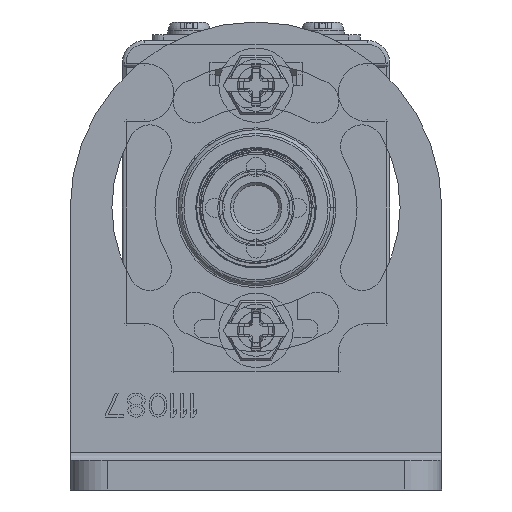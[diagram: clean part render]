
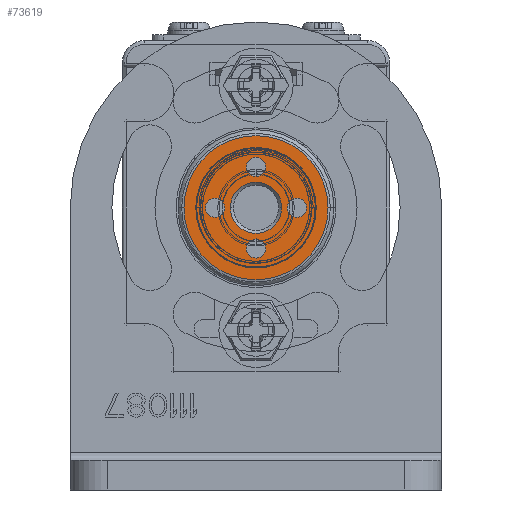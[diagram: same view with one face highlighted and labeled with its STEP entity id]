
A CAD part, front view. The second image highlights one B-rep face of the part: STEP entity #73619.
In plain terms, the highlighted face is planar.
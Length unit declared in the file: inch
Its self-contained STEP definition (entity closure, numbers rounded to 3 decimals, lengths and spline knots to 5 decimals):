
#72178=CARTESIAN_POINT('',(0.,0.,0.));
#72179=DIRECTION('',(0.,1.,0.));
#72180=DIRECTION('',(1.,0.,0.));
#72181=AXIS2_PLACEMENT_3D('',#72178,#72179,#72180);
#72183=CARTESIAN_POINT('',(0.,0.,0.));
#72184=DIRECTION('',(0.,1.,0.));
#72185=DIRECTION('',(-1.,0.,0.));
#72186=AXIS2_PLACEMENT_3D('',#72183,#72184,#72185);
#72188=CARTESIAN_POINT('',(0.,0.,0.));
#72189=DIRECTION('',(0.,-1.,0.));
#72190=DIRECTION('',(1.,0.,0.));
#72191=AXIS2_PLACEMENT_3D('',#72188,#72189,#72190);
#72193=CARTESIAN_POINT('',(0.,0.,0.));
#72194=DIRECTION('',(0.,-1.,0.));
#72195=DIRECTION('',(-1.,0.,0.));
#72196=AXIS2_PLACEMENT_3D('',#72193,#72194,#72195);
#72198=CARTESIAN_POINT('',(0.,0.,-5.5));
#72199=DIRECTION('',(0.,1.,0.));
#72200=DIRECTION('',(1.,0.,0.));
#72201=AXIS2_PLACEMENT_3D('',#72198,#72199,#72200);
#72203=CARTESIAN_POINT('',(0.,0.,-5.5));
#72204=DIRECTION('',(0.,1.,0.));
#72205=DIRECTION('',(-1.,0.,0.));
#72206=AXIS2_PLACEMENT_3D('',#72203,#72204,#72205);
#72208=CARTESIAN_POINT('',(5.5,0.,0.));
#72209=DIRECTION('',(0.,1.,0.));
#72210=DIRECTION('',(1.,0.,0.));
#72211=AXIS2_PLACEMENT_3D('',#72208,#72209,#72210);
#72213=CARTESIAN_POINT('',(5.5,0.,0.));
#72214=DIRECTION('',(0.,1.,0.));
#72215=DIRECTION('',(-1.,0.,0.));
#72216=AXIS2_PLACEMENT_3D('',#72213,#72214,#72215);
#72218=CARTESIAN_POINT('',(0.,0.,5.5));
#72219=DIRECTION('',(0.,1.,0.));
#72220=DIRECTION('',(1.,0.,0.));
#72221=AXIS2_PLACEMENT_3D('',#72218,#72219,#72220);
#72223=CARTESIAN_POINT('',(0.,0.,5.5));
#72224=DIRECTION('',(0.,1.,0.));
#72225=DIRECTION('',(-1.,0.,0.));
#72226=AXIS2_PLACEMENT_3D('',#72223,#72224,#72225);
#72228=CARTESIAN_POINT('',(-5.5,0.,0.));
#72229=DIRECTION('',(0.,1.,0.));
#72230=DIRECTION('',(1.,0.,0.));
#72231=AXIS2_PLACEMENT_3D('',#72228,#72229,#72230);
#72233=CARTESIAN_POINT('',(-5.5,0.,0.));
#72234=DIRECTION('',(0.,1.,0.));
#72235=DIRECTION('',(-1.,0.,0.));
#72236=AXIS2_PLACEMENT_3D('',#72233,#72234,#72235);
#73305=CARTESIAN_POINT('',(9.7,0.,0.));
#73306=CARTESIAN_POINT('',(-9.7,0.,0.));
#73307=VERTEX_POINT('',#73305);
#73308=VERTEX_POINT('',#73306);
#73333=CARTESIAN_POINT('',(3.44999,0.,0.));
#73334=CARTESIAN_POINT('',(-3.44999,0.,0.));
#73335=VERTEX_POINT('',#73333);
#73336=VERTEX_POINT('',#73334);
#73357=CARTESIAN_POINT('',(1.3,0.,-5.5));
#73358=CARTESIAN_POINT('',(-1.3,0.,-5.5));
#73359=VERTEX_POINT('',#73357);
#73360=VERTEX_POINT('',#73358);
#73361=CARTESIAN_POINT('',(6.8,0.,0.));
#73362=CARTESIAN_POINT('',(4.2,0.,0.));
#73363=VERTEX_POINT('',#73361);
#73364=VERTEX_POINT('',#73362);
#73365=CARTESIAN_POINT('',(1.3,0.,5.5));
#73366=CARTESIAN_POINT('',(-1.3,0.,5.5));
#73367=VERTEX_POINT('',#73365);
#73368=VERTEX_POINT('',#73366);
#73369=CARTESIAN_POINT('',(-4.2,0.,0.));
#73370=CARTESIAN_POINT('',(-6.8,0.,0.));
#73371=VERTEX_POINT('',#73369);
#73372=VERTEX_POINT('',#73370);
#73579=CARTESIAN_POINT('',(0.,0.,0.));
#73580=DIRECTION('',(0.,1.,0.));
#73581=DIRECTION('',(1.,0.,0.));
#73582=AXIS2_PLACEMENT_3D('',#73579,#73580,#73581);
#73583=PLANE('',#73582);
#73585=ORIENTED_EDGE('',*,*,#73584,.F.);
#73587=ORIENTED_EDGE('',*,*,#73586,.F.);
#73588=EDGE_LOOP('',(#73585,#73587));
#73589=FACE_OUTER_BOUND('',#73588,.F.);
#73591=ORIENTED_EDGE('',*,*,#73590,.F.);
#73592=ORIENTED_EDGE('',*,*,#73569,.F.);
#73593=EDGE_LOOP('',(#73591,#73592));
#73594=FACE_BOUND('',#73593,.F.);
#73596=ORIENTED_EDGE('',*,*,#73595,.T.);
#73598=ORIENTED_EDGE('',*,*,#73597,.T.);
#73599=EDGE_LOOP('',(#73596,#73598));
#73600=FACE_BOUND('',#73599,.F.);
#73602=ORIENTED_EDGE('',*,*,#73601,.T.);
#73604=ORIENTED_EDGE('',*,*,#73603,.T.);
#73605=EDGE_LOOP('',(#73602,#73604));
#73606=FACE_BOUND('',#73605,.F.);
#73608=ORIENTED_EDGE('',*,*,#73607,.T.);
#73610=ORIENTED_EDGE('',*,*,#73609,.T.);
#73611=EDGE_LOOP('',(#73608,#73610));
#73612=FACE_BOUND('',#73611,.F.);
#73614=ORIENTED_EDGE('',*,*,#73613,.T.);
#73616=ORIENTED_EDGE('',*,*,#73615,.T.);
#73617=EDGE_LOOP('',(#73614,#73616));
#73618=FACE_BOUND('',#73617,.F.);
#73619=ADVANCED_FACE('',(#73589,#73594,#73600,#73606,#73612,#73618),#73583,.T.);
#72182=CIRCLE('',#72181,9.7);
#72187=CIRCLE('',#72186,9.7);
#72192=CIRCLE('',#72191,3.44999);
#72197=CIRCLE('',#72196,3.44999);
#72202=CIRCLE('',#72201,1.3);
#72207=CIRCLE('',#72206,1.3);
#72212=CIRCLE('',#72211,1.3);
#72217=CIRCLE('',#72216,1.3);
#72222=CIRCLE('',#72221,1.3);
#72227=CIRCLE('',#72226,1.3);
#72232=CIRCLE('',#72231,1.3);
#72237=CIRCLE('',#72236,1.3);
#73569=EDGE_CURVE('',#73336,#73335,#72197,.T.);
#73584=EDGE_CURVE('',#73307,#73308,#72182,.T.);
#73586=EDGE_CURVE('',#73308,#73307,#72187,.T.);
#73590=EDGE_CURVE('',#73335,#73336,#72192,.T.);
#73595=EDGE_CURVE('',#73359,#73360,#72202,.T.);
#73597=EDGE_CURVE('',#73360,#73359,#72207,.T.);
#73601=EDGE_CURVE('',#73363,#73364,#72212,.T.);
#73603=EDGE_CURVE('',#73364,#73363,#72217,.T.);
#73607=EDGE_CURVE('',#73367,#73368,#72222,.T.);
#73609=EDGE_CURVE('',#73368,#73367,#72227,.T.);
#73613=EDGE_CURVE('',#73371,#73372,#72232,.T.);
#73615=EDGE_CURVE('',#73372,#73371,#72237,.T.);
